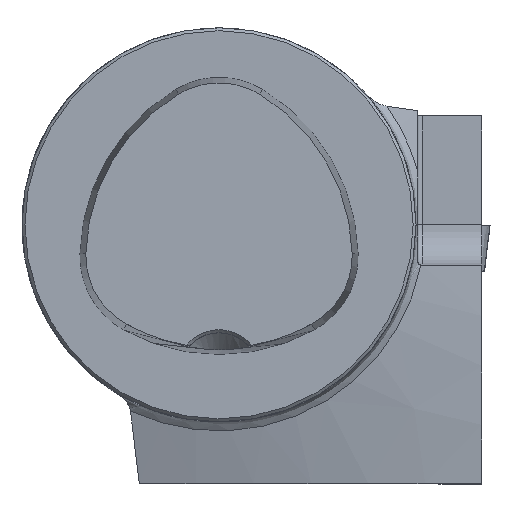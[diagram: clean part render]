
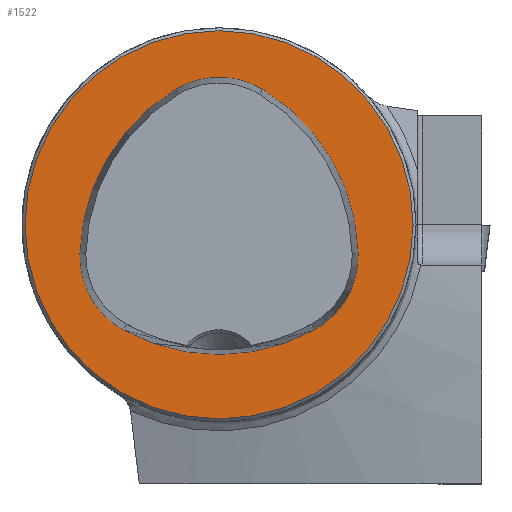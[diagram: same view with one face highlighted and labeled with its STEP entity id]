
A CAD part, top view. The second image highlights one B-rep face of the part: STEP entity #1522.
In plain terms, the highlighted free-form (B-spline) face has degree [1, 1] with [2, 2] control points.
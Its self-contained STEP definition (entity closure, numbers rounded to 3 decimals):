
#1481 = VERTEX_POINT('', #1482);
#1482 = CARTESIAN_POINT('', (-9.704, -10.66, 0.));
#1488 = EDGE_CURVE('', #1481, #1489, #1491, .T.);
#1489 = VERTEX_POINT('', #1490);
#1490 = CARTESIAN_POINT('', (9.704, -10.66, 0.));
#1491 = CIRCLE('', #1492, 20.063);
#1492 = AXIS2_PLACEMENT_3D('', #1493, #1494, #1495);
#1493 = CARTESIAN_POINT('', (0., 6.9, 0.));
#1494 = DIRECTION('', (0., 0., 1.));
#1495 = DIRECTION('', (-0.484, -0.875, 0.));
#1522 = ADVANCED_FACE('', (#1523, #1543), #1589, .T.);
#1523 = FACE_OUTER_BOUND('', #1524, .T.);
#1524 = EDGE_LOOP('', (#1525, #1536));
#1525 = ORIENTED_EDGE('', *, *, #1526, .T.);
#1526 = EDGE_CURVE('', #1527, #1529, #1531, .T.);
#1527 = VERTEX_POINT('', #1528);
#1528 = CARTESIAN_POINT('', (19.7, 0., 0.));
#1529 = VERTEX_POINT('', #1530);
#1530 = CARTESIAN_POINT('', (-19.7, 0., 0.));
#1531 = CIRCLE('', #1532, 19.7);
#1532 = AXIS2_PLACEMENT_3D('', #1533, #1534, #1535);
#1533 = CARTESIAN_POINT('', (0., 0., 0.));
#1534 = DIRECTION('', (0., 0., 1.));
#1535 = DIRECTION('', (1., 0., 0.));
#1536 = ORIENTED_EDGE('', *, *, #1537, .T.);
#1537 = EDGE_CURVE('', #1529, #1527, #1538, .T.);
#1538 = CIRCLE('', #1539, 19.7);
#1539 = AXIS2_PLACEMENT_3D('', #1540, #1541, #1542);
#1540 = CARTESIAN_POINT('', (0., 0., 0.));
#1541 = DIRECTION('', (0., 0., 1.));
#1542 = DIRECTION('', (1., 0., 0.));
#1543 = FACE_BOUND('', #1544, .T.);
#1544 = EDGE_LOOP('', (#1545, #1556, #1565, #1574, #1581, #1582));
#1545 = ORIENTED_EDGE('', *, *, #1546, .F.);
#1546 = EDGE_CURVE('', #1547, #1549, #1551, .T.);
#1547 = VERTEX_POINT('', #1548);
#1548 = CARTESIAN_POINT('', (-4.418, 13.735, 0.));
#1549 = VERTEX_POINT('', #1550);
#1550 = CARTESIAN_POINT('', (-14.123, -2.953, 0.));
#1551 = CIRCLE('', #1552, 20.063);
#1552 = AXIS2_PLACEMENT_3D('', #1553, #1554, #1555);
#1553 = CARTESIAN_POINT('', (5.934, -3.451, 0.));
#1554 = DIRECTION('', (0., 0., 1.));
#1555 = DIRECTION('', (-0.516, 0.857, 0.));
#1556 = ORIENTED_EDGE('', *, *, #1557, .F.);
#1557 = EDGE_CURVE('', #1558, #1547, #1560, .T.);
#1558 = VERTEX_POINT('', #1559);
#1559 = CARTESIAN_POINT('', (4.418, 13.735, 0.));
#1560 = CIRCLE('', #1561, 8.563);
#1561 = AXIS2_PLACEMENT_3D('', #1562, #1563, #1564);
#1562 = CARTESIAN_POINT('', (0., 6.4, 0.));
#1563 = DIRECTION('', (0., 0., 1.));
#1564 = DIRECTION('', (0.516, 0.857, 0.));
#1565 = ORIENTED_EDGE('', *, *, #1566, .F.);
#1566 = EDGE_CURVE('', #1567, #1558, #1569, .T.);
#1567 = VERTEX_POINT('', #1568);
#1568 = CARTESIAN_POINT('', (14.123, -2.953, 0.));
#1569 = CIRCLE('', #1570, 20.063);
#1570 = AXIS2_PLACEMENT_3D('', #1571, #1572, #1573);
#1571 = CARTESIAN_POINT('', (-5.934, -3.451, 0.));
#1572 = DIRECTION('', (0., 0., 1.));
#1573 = DIRECTION('', (1., 0.025, 0.));
#1574 = ORIENTED_EDGE('', *, *, #1575, .F.);
#1575 = EDGE_CURVE('', #1489, #1567, #1576, .T.);
#1576 = CIRCLE('', #1577, 8.563);
#1577 = AXIS2_PLACEMENT_3D('', #1578, #1579, #1580);
#1578 = CARTESIAN_POINT('', (5.562, -3.165, 0.));
#1579 = DIRECTION('', (0., 0., 1.));
#1580 = DIRECTION('', (0.484, -0.875, 0.));
#1581 = ORIENTED_EDGE('', *, *, #1488, .F.);
#1582 = ORIENTED_EDGE('', *, *, #1583, .F.);
#1583 = EDGE_CURVE('', #1549, #1481, #1584, .T.);
#1584 = CIRCLE('', #1585, 8.563);
#1585 = AXIS2_PLACEMENT_3D('', #1586, #1587, #1588);
#1586 = CARTESIAN_POINT('', (-5.562, -3.165, 0.));
#1587 = DIRECTION('', (0., 0., 1.));
#1588 = DIRECTION('', (-1., 0.025, 0.));
#1589 = B_SPLINE_SURFACE_WITH_KNOTS('', 1, 1, ((#1590, #1591), (#1592, #1593)), .UNSPECIFIED., .F., .F., .U., (2, 2), (2, 2), (-19.701, 19.701), (-19.701, 19.701), .UNSPECIFIED.);
#1590 = CARTESIAN_POINT('', (-19.701, -19.701, 0.));
#1591 = CARTESIAN_POINT('', (-19.701, 19.701, 0.));
#1592 = CARTESIAN_POINT('', (19.701, -19.701, 0.));
#1593 = CARTESIAN_POINT('', (19.701, 19.701, 0.));
